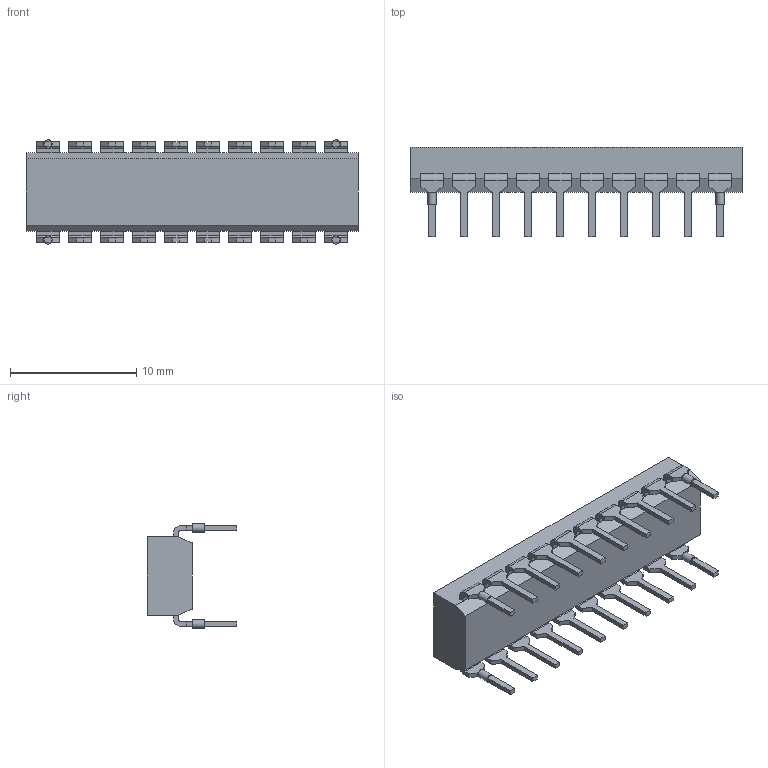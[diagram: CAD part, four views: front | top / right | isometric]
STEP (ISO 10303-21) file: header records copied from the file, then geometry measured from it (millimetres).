
FILE_DESCRIPTION( ( '' ), ' ' );
FILE_NAME( '59e8846ed81072103e67d965.step', '2017-10-19T10:58:32', ( '' ), ( '' ), ' ', ' ', ' ' );
FILE_SCHEMA( ( 'AUTOMOTIVE_DESIGN { 1 0 10303 214 1 1 1 1 }' ) );
Length unit declared in the file: metre
Products named in the file (49): 1; 2; 3; 4; 5; 6; 7; 8; 9; 10; 11; 12; 13; 14; 15; 16; 17; 18; 19; 20; 21; 22; 23; 24; 25; 26; 27; 28; 29; 30; 31; 32; 33; 34; 35; 36; 37; 38; 39; 40 ...
Bounding box: 26.34 x 7.12 x 8.28 mm (x, y, z)
Volume: 564.4 mm3; surface area: 1048.5 mm2
Topology: 49 solids, 49 shells, 695 faces, 1749 edges, 1166 vertices
Faces by surface type: plane 550, extrusion 101, cylinder 44
Full cylindrical faces by diameter (mm): 0.66 x4
Entity records: 31061 total; most frequent: CARTESIAN_POINT 8597, ORIENTED_EDGE 3482, DIRECTION 3042, EDGE_CURVE 1741, VECTOR 1524, LINE 1423, VERTEX_POINT 1162, AXIS2_PLACEMENT_3D 759
